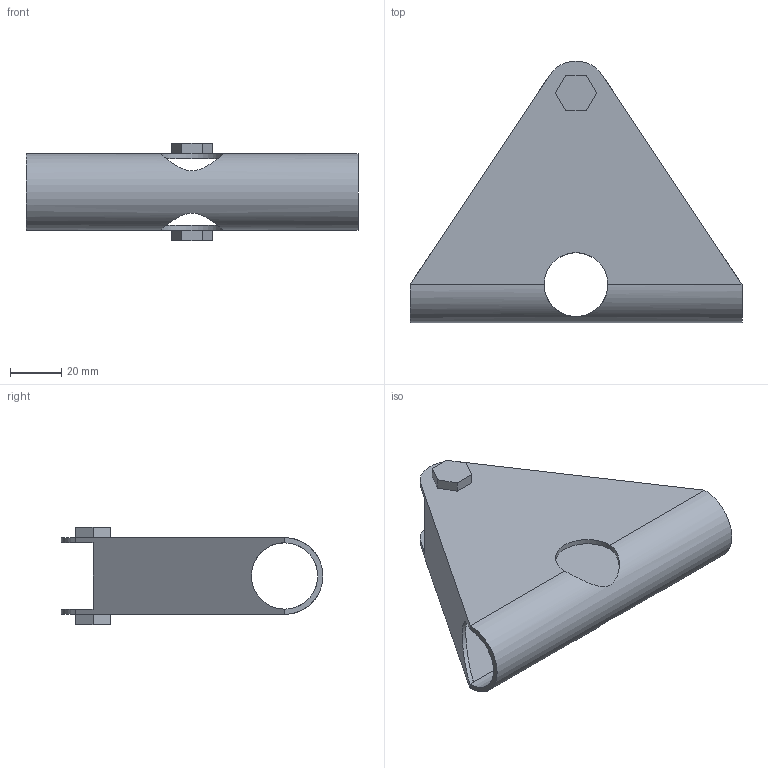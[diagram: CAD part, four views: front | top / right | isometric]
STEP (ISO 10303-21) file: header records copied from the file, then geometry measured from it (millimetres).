
FILE_DESCRIPTION (( 'STEP AP203' ), '1' );
FILE_NAME ('Bottom Triangle_Default_sldprt.STEP', '2021-04-01T17:22:26', ( '' ), ( '' ), 'SwSTEP 2.0', 'SolidWorks 2020', '' );
FILE_SCHEMA (( 'CONFIG_CONTROL_DESIGN' ));
Length unit declared in the file: millimetre
Products named in the file (1): Bottom Triangle_Default_sldprt
Bounding box: 130 x 102.5 x 38 mm (x, y, z)
Volume: 42244.9 mm3; surface area: 44035.4 mm2
Topology: 1 solids, 1 shells, 42 faces, 112 edges, 68 vertices
Faces by surface type: plane 28, cylinder 14
Entity records: 1579 total; most frequent: CARTESIAN_POINT 453, ORIENTED_EDGE 224, DIRECTION 210, EDGE_CURVE 112, LINE 84, VECTOR 84, VERTEX_POINT 68, AXIS2_PLACEMENT_3D 63
